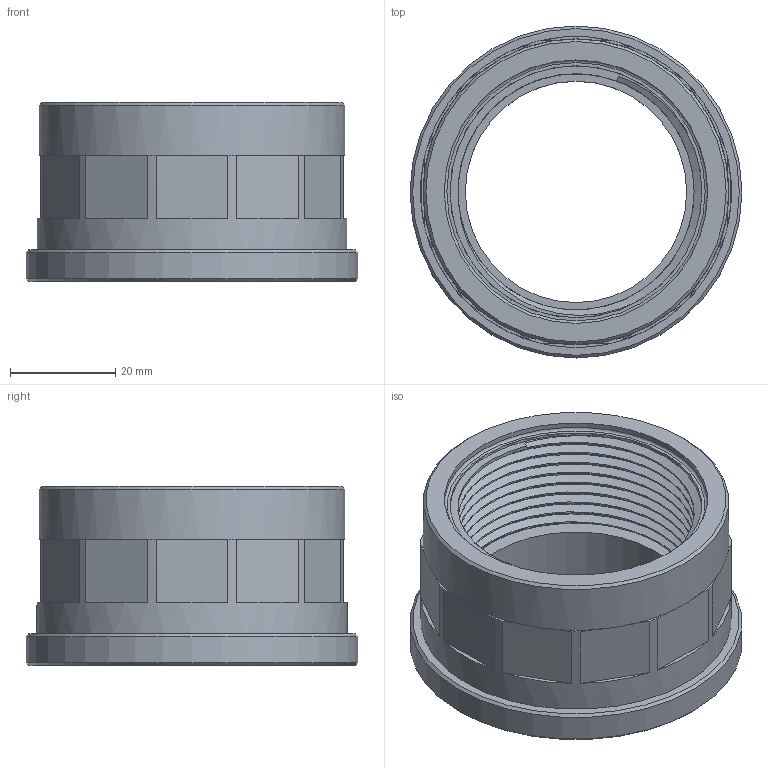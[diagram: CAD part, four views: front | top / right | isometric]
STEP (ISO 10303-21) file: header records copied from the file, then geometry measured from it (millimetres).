
FILE_DESCRIPTION(/* description */ (''),/* implementation_level */ '2;1');
FILE_NAME(/* name */ 'AF0600.EIG.050.step',/* time_stamp */ '2026-01-07T09:38:14+01:00',/* author */ (''),/* organization */ (''),/* preprocessor_version */ 'ST-DEVELOPER v20.1',/* originating_system */ 'Autodesk Translation Framework v14.21.0.0',/* authorisation */ '');
FILE_SCHEMA (('AUTOMOTIVE_DESIGN { 1 0 10303 214 3 1 1 }'));
Length unit declared in the file: millimetre
Products named in the file (1): 2026-01-07-08-32-25-944
Bounding box: 63 x 63 x 34 mm (x, y, z)
Volume: 38623.7 mm3; surface area: 16775.4 mm2
Topology: 1 solids, 1 shells, 86 faces, 217 edges, 136 vertices
Faces by surface type: plane 55, cylinder 25, cone 3, bspline 2, torus 1
Full cylindrical faces by diameter (mm): 42 x1, 44.845 x8, 47.803 x9, 50 x1, 58 x1, 59 x1, 63 x1
Entity records: 7548 total; most frequent: CARTESIAN_POINT 5474, ORIENTED_EDGE 434, DIRECTION 414, EDGE_CURVE 217, AXIS2_PLACEMENT_3D 156, VERTEX_POINT 136, LINE 102, VECTOR 102
